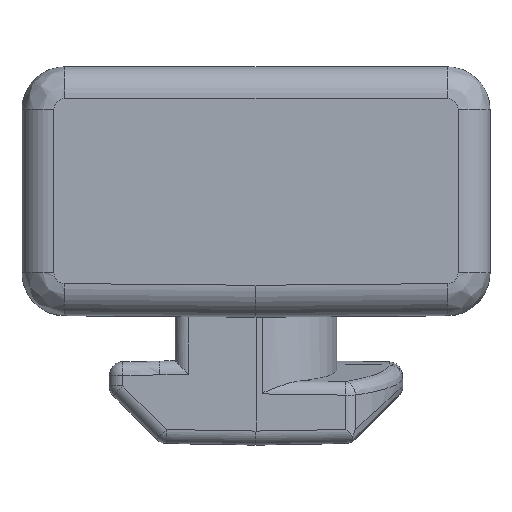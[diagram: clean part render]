
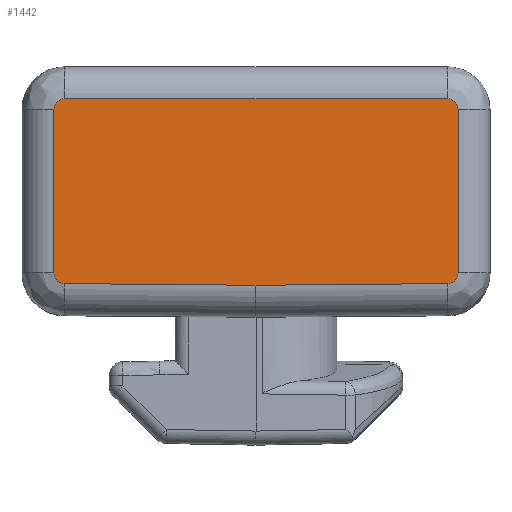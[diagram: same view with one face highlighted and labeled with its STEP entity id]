
A CAD part, top view. The second image highlights one B-rep face of the part: STEP entity #1442.
In plain terms, the highlighted planar face has unit normal (0, 0, 1).
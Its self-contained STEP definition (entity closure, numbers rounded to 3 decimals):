
#91=PLANE('',#1583);
#116=LINE('',#2233,#220);
#145=LINE('',#2373,#249);
#146=LINE('',#2376,#250);
#147=LINE('',#2378,#251);
#148=LINE('',#2379,#252);
#220=VECTOR('',#1751,10.);
#249=VECTOR('',#1838,10.);
#250=VECTOR('',#1841,10.);
#251=VECTOR('',#1842,10.);
#252=VECTOR('',#1843,10.);
#378=FACE_OUTER_BOUND('',#475,.T.);
#475=EDGE_LOOP('',(#1062,#1063,#1064,#1065,#1066,#1067,#1068,#1069,#1070));
#556=CIRCLE('',#1545,0.5);
#570=CIRCLE('',#1564,0.5);
#581=CIRCLE('',#1581,0.5);
#582=CIRCLE('',#1584,0.5);
#627=VERTEX_POINT('',#2201);
#628=VERTEX_POINT('',#2203);
#635=VERTEX_POINT('',#2231);
#658=VERTEX_POINT('',#2292);
#659=VERTEX_POINT('',#2294);
#672=VERTEX_POINT('',#2366);
#673=VERTEX_POINT('',#2372);
#674=VERTEX_POINT('',#2374);
#675=VERTEX_POINT('',#2377);
#756=EDGE_CURVE('',#627,#628,#556,.T.);
#767=EDGE_CURVE('',#635,#627,#116,.T.);
#793=EDGE_CURVE('',#658,#659,#570,.T.);
#815=EDGE_CURVE('',#672,#635,#581,.T.);
#817=EDGE_CURVE('',#673,#672,#145,.T.);
#818=EDGE_CURVE('',#674,#673,#582,.T.);
#819=EDGE_CURVE('',#659,#674,#146,.T.);
#820=EDGE_CURVE('',#675,#658,#147,.T.);
#821=EDGE_CURVE('',#628,#675,#148,.T.);
#1062=ORIENTED_EDGE('',*,*,#756,.F.);
#1063=ORIENTED_EDGE('',*,*,#767,.F.);
#1064=ORIENTED_EDGE('',*,*,#815,.F.);
#1065=ORIENTED_EDGE('',*,*,#817,.F.);
#1066=ORIENTED_EDGE('',*,*,#818,.F.);
#1067=ORIENTED_EDGE('',*,*,#819,.F.);
#1068=ORIENTED_EDGE('',*,*,#793,.F.);
#1069=ORIENTED_EDGE('',*,*,#820,.F.);
#1070=ORIENTED_EDGE('',*,*,#821,.F.);
#1442=ADVANCED_FACE('',(#378),#91,.T.);
#1545=AXIS2_PLACEMENT_3D('',#2204,#1728,#1729);
#1564=AXIS2_PLACEMENT_3D('',#2295,#1789,#1790);
#1581=AXIS2_PLACEMENT_3D('',#2368,#1831,#1832);
#1583=AXIS2_PLACEMENT_3D('',#2371,#1836,#1837);
#1584=AXIS2_PLACEMENT_3D('',#2375,#1839,#1840);
#1728=DIRECTION('center_axis',(0.,0.,
-1.));
#1729=DIRECTION('ref_axis',(0.71,-0.704,0.));
#1751=DIRECTION('',(0.,-1.,0.));
#1789=DIRECTION('center_axis',(0.,0.,
-1.));
#1790=DIRECTION('ref_axis',(-0.71,-0.704,0.));
#1831=DIRECTION('center_axis',(0.,0.,
-1.));
#1832=DIRECTION('ref_axis',(0.707,0.707,0.));
#1836=DIRECTION('center_axis',(0.,0.,
1.));
#1837=DIRECTION('ref_axis',(1.,0.,0.));
#1838=DIRECTION('',(1.,0.,0.));
#1839=DIRECTION('center_axis',(0.,0.,
-1.));
#1840=DIRECTION('ref_axis',(-0.707,0.707,0.));
#1841=DIRECTION('',(0.,1.,0.));
#1842=DIRECTION('',(-1.,0.009,0.));
#1843=DIRECTION('',(-1.,-0.009,0.));
#2201=CARTESIAN_POINT('',(31.5,2.079,10.85));
#2203=CARTESIAN_POINT('',(31.004,1.579,10.85));
#2204=CARTESIAN_POINT('Origin',(31.,2.079,10.85));
#2231=CARTESIAN_POINT('',(31.5,9.77,10.85));
#2233=CARTESIAN_POINT('',(31.5,10.2,10.85));
#2292=CARTESIAN_POINT('',(12.996,1.579,10.85));
#2294=CARTESIAN_POINT('',(12.5,2.079,10.85));
#2295=CARTESIAN_POINT('Origin',(13.,2.079,10.85));
#2366=CARTESIAN_POINT('',(31.,10.27,10.85));
#2368=CARTESIAN_POINT('Origin',(31.,9.77,10.85));
#2371=CARTESIAN_POINT('Origin',(22.,6.8,10.85));
#2372=CARTESIAN_POINT('',(13.,10.27,10.85));
#2373=CARTESIAN_POINT('',(27.5,10.27,10.85));
#2374=CARTESIAN_POINT('',(12.5,9.77,10.85));
#2375=CARTESIAN_POINT('Origin',(13.,9.77,10.85));
#2376=CARTESIAN_POINT('',(12.5,3.4,10.85));
#2377=CARTESIAN_POINT('',(22.,1.5,10.85));
#2378=CARTESIAN_POINT('',(27.483,1.452,10.85));
#2379=CARTESIAN_POINT('',(27.516,1.548,10.85));
